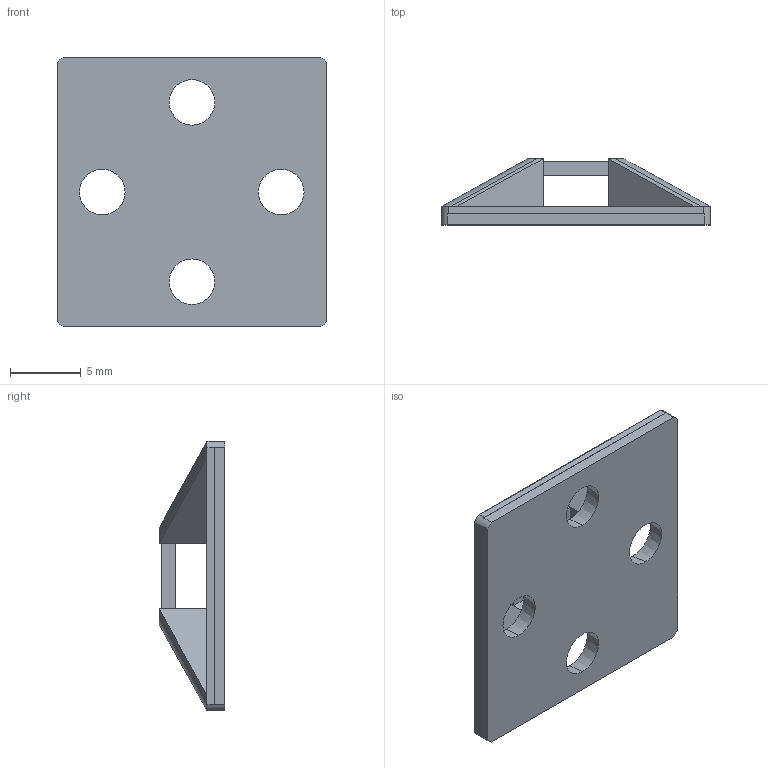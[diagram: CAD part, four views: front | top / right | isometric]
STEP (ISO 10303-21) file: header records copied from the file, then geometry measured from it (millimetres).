
FILE_DESCRIPTION (( 'STEP AP214' ), '1' );
FILE_NAME ('CTM-0.75.STEP', '2010-03-11T19:15:30', ( 'Windows XP Mode' ), ( '' ), 'SwSTEP 2.0', 'SolidWorks 2008', '' );
FILE_SCHEMA (( 'AUTOMOTIVE_DESIGN' ));
Length unit declared in the file: inch
Products named in the file (1): CTM-0.75
Bounding box: 19 x 4.65 x 19 mm (x, y, z)
Volume: 556 mm3; surface area: 1043.4 mm2
Topology: 1 solids, 1 shells, 78 faces, 228 edges, 146 vertices
Faces by surface type: plane 62, cone 8, cylinder 8
Entity records: 3227 total; most frequent: CARTESIAN_POINT 501, ORIENTED_EDGE 456, DIRECTION 410, EDGE_CURVE 228, LINE 172, VECTOR 172, VERTEX_POINT 146, AXIS2_PLACEMENT_3D 119
